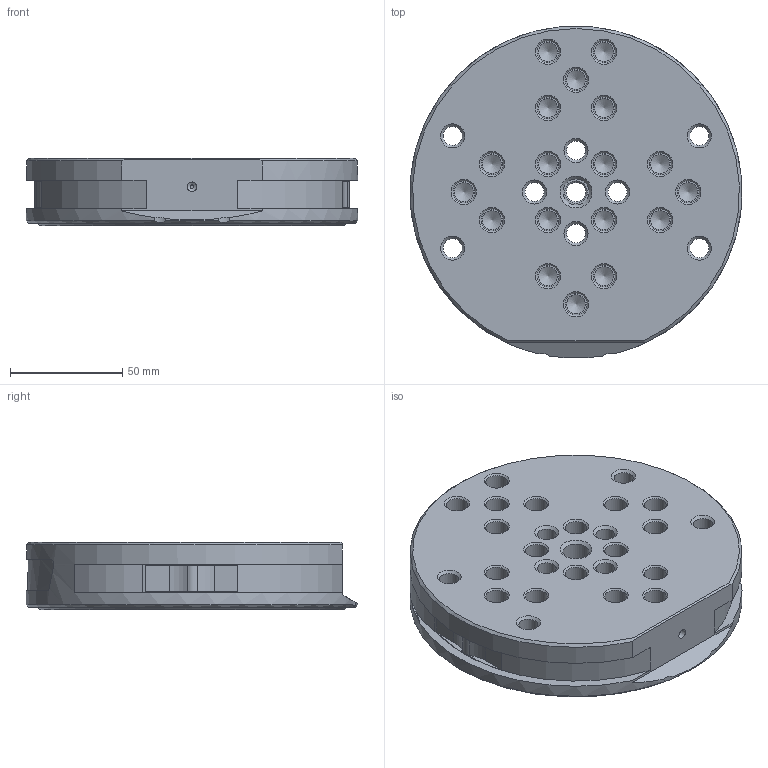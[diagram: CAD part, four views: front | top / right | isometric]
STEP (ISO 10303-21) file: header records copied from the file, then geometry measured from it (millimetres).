
FILE_DESCRIPTION(/* description */ (''),/* implementation_level */ '2;1');
FILE_NAME(/* name */ 'PDM_280739_03.stp',/* time_stamp */ '2025-02-11T15:37:05+01:00',/* author */ (''),/* organization */ (''),/* preprocessor_version */ 'ST-DEVELOPER v18.102',/* originating_system */ 'SIEMENS PLM Software NX 2023',/* authorisation */ '');
FILE_SCHEMA (('AP203_CONFIGURATION_CONTROLLED_3D_DESIGN_OF_MECHANICAL_PARTS_AND_ASSEMBLIES_MIM_LF { 1 0 10303 403 2 1 2}'));
Length unit declared in the file: millimetre
Products named in the file (1): PDM-280739_03-Palette
Bounding box: 147.95 x 147.89 x 30 mm (x, y, z)
Volume: 383519.9 mm3; surface area: 76679.5 mm2
Topology: 1 solids, 1 shells, 290 faces, 724 edges, 475 vertices
Faces by surface type: cylinder 126, plane 83, cone 77, torus 4
Full cylindrical faces by diameter (mm): 3.6 x4, 3.7 x4, 4.2 x1, 6.8 x8, 8.5 x35, 8.6 x1, 9.8 x18, 10.5 x1, 11.7 x1, 12.4 x1, 13.5 x8, 22 x1, 64 x1, 100.8 x1
Entity records: 7603 total; most frequent: CARTESIAN_POINT 1657, DIRECTION 1287, ORIENTED_EDGE 916, AXIS2_PLACEMENT_3D 593, EDGE_LOOP 506, EDGE_CURVE 458, FACE_BOUND 444, VERTEX_POINT 397
